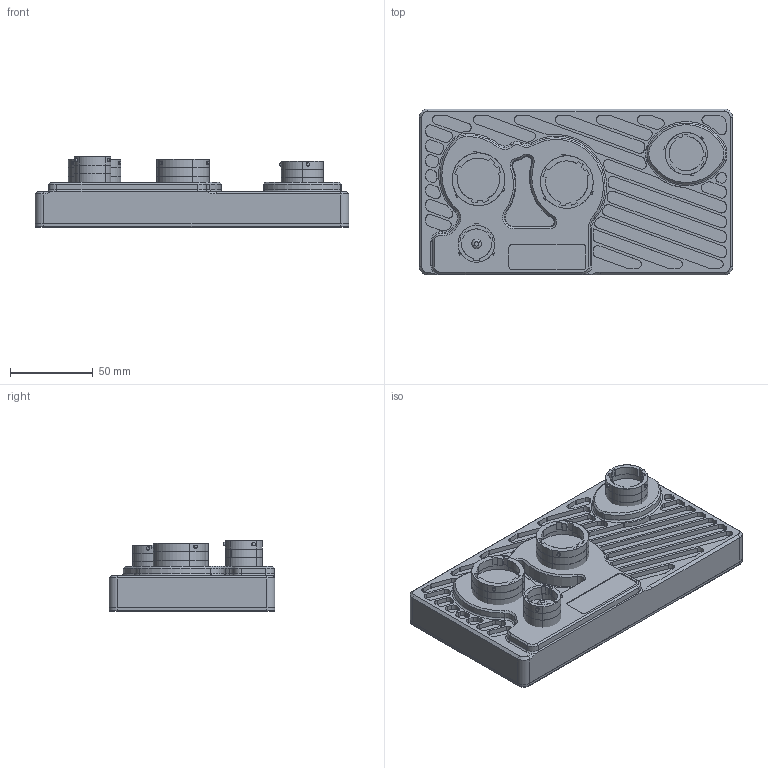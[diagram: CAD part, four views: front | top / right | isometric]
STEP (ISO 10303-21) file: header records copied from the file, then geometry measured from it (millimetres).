
FILE_DESCRIPTION(('CATIA V5 STEP Exchange'),'2;1');
FILE_NAME('PDU34A_ASSEMBLY_AllCATPart_180419.stp','2018-04-19T09:59:19+00:00',('none'),('none'),'CATIA Version 5 Release 19 SP 9 (IN-10)','CATIA V5 STEP AP203','none');
FILE_SCHEMA(('CONFIG_CONTROL_DESIGN'));
Length unit declared in the file: millimetre
Products named in the file (1): PDU34A_ASSEMBLY_AllCATPart
Bounding box: 189 x 100 x 42.4 mm (x, y, z)
Volume: 480567.4 mm3; surface area: 123554.7 mm2
Topology: 3 solids, 234 shells, 845 faces, 2575 edges, 2020 vertices
Faces by surface type: plane 296, cylinder 271, bspline 196, cone 49, torus 31, revolution 2
Entity records: 31370 total; most frequent: CARTESIAN_POINT 12720, ORIENTED_EDGE 3960, EDGE_CURVE 2575, DIRECTION 2442, VERTEX_POINT 2020, EDGE_LOOP 981, AXIS2_PLACEMENT_3D 974, VECTOR 973
